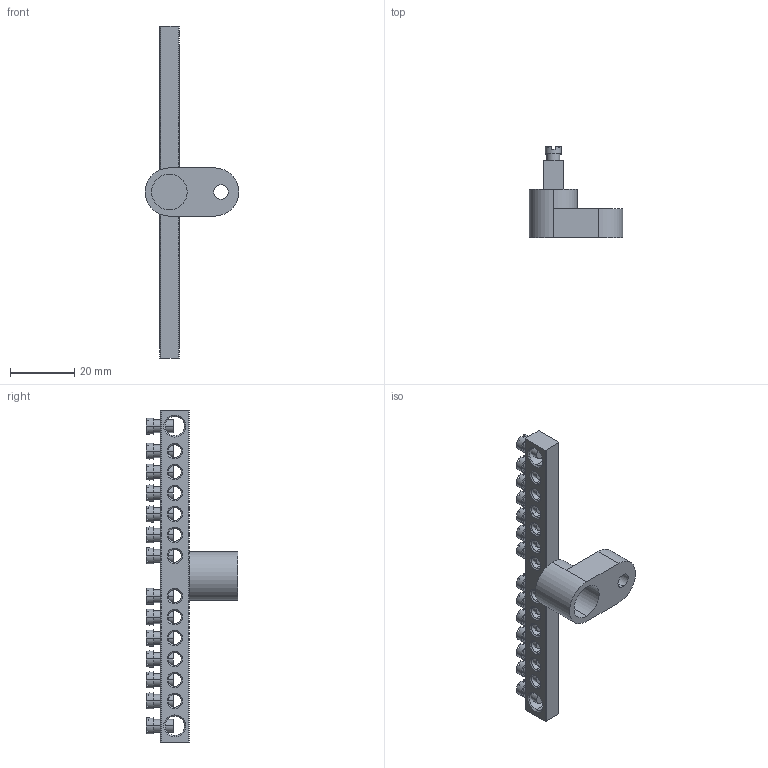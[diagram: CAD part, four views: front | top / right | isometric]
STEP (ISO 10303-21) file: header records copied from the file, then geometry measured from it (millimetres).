
FILE_DESCRIPTION (( 'STEP AP214' ), '1' );
FILE_NAME ('YNN10-69-14C1-K05 Øèíà PE çåìëÿ íà îäíîì óãëîâîì èçîë ØÍÈ-6õ9-14-Ó1-Æ ÈÝÊ.STEP', '2016-08-24T08:24:09', ( 'user' ), ( '' ), 'SwSTEP 2.0', 'SolidWorks 2014', '' );
FILE_SCHEMA (( 'AUTOMOTIVE_DESIGN' ));
Length unit declared in the file: millimetre
Products named in the file (4): Âèíò_Œ4; YNN10-69-14C1-K05 Øèíà PE çåìëÿ íà îäíîì óãëîâîì èçîë ØÍÈ-6õ9-14-Ó1-Æ ÈÝÊ; Óãëîâîé èçîëÿòîð äëÿ 0 øèíû æ¸ëòûé; Øèíà ÂõÍ n-1_6å9 14-1
Assembly tree (16 placements, depth 2):
  YNN10-69-14C1-K05 Øèíà PE çåìëÿ íà îäíîì óãëîâîì èçîë ØÍÈ-6õ9-14-Ó1-Æ ÈÝÊ
    Óãëîâîé èçîëÿòîð äëÿ 0 øèíû æ¸ëòûé
    Øèíà ÂõÍ n-1_6å9 14-1
    Âèíò_Œ4  x14
Bounding box: 29 x 28.3 x 103 mm (x, y, z)
Volume: 8845.4 mm3; surface area: 8459.2 mm2
Topology: 16 solids, 16 shells, 729 faces, 1956 edges, 1260 vertices
Faces by surface type: plane 450, cone 158, cylinder 121
Entity records: 7591 total; most frequent: CARTESIAN_POINT 1877, DIRECTION 1151, ORIENTED_EDGE 1022, EDGE_CURVE 511, AXIS2_PLACEMENT_3D 455, VERTEX_POINT 311, EDGE_LOOP 272, LINE 241
